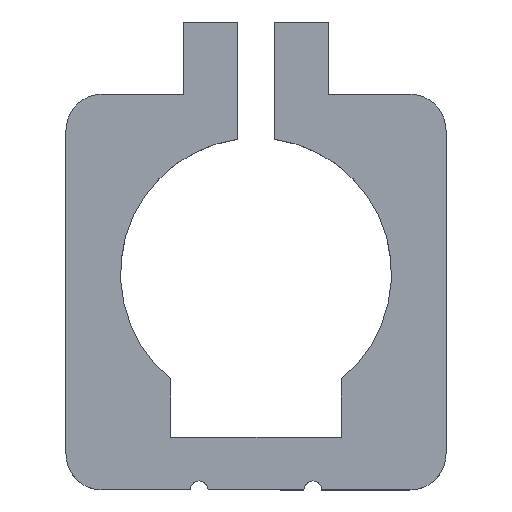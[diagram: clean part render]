
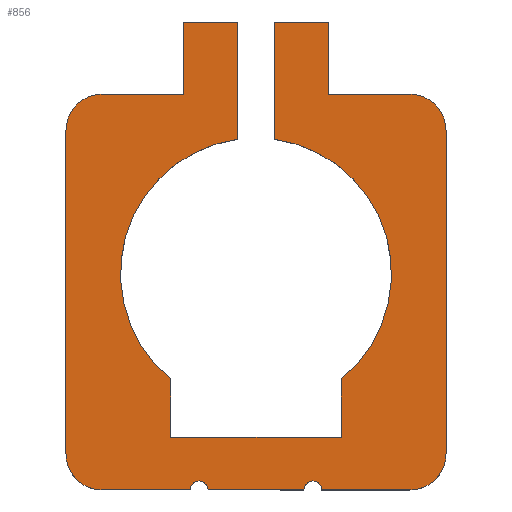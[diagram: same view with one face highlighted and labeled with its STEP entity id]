
A CAD part, top view. The second image highlights one B-rep face of the part: STEP entity #856.
In plain terms, the highlighted planar face has unit normal (0, 0, 1).
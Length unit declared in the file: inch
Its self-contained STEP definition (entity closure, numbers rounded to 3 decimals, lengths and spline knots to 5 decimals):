
#79=CARTESIAN_POINT('',(-0.3312,-1.46685,0.4));
#80=VERTEX_POINT('',#79);
#89=CARTESIAN_POINT('',(-0.4562,-1.46685,0.4));
#90=VERTEX_POINT('',#89);
#91=CARTESIAN_POINT('',(-0.3937,-1.46685,0.4));
#92=DIRECTION('',(0.0,0.0,-1.0));
#93=DIRECTION('',(-1.0,0.0,0.0));
#94=AXIS2_PLACEMENT_3D('',#91,#92,#93);
#95=CIRCLE('',#94,0.0625);
#96=EDGE_CURVE('',#90,#80,#95,.T.);
#191=CARTESIAN_POINT('',(0.4562,-1.46685,0.4));
#192=VERTEX_POINT('',#191);
#201=CARTESIAN_POINT('',(0.3312,-1.46685,0.4));
#202=VERTEX_POINT('',#201);
#203=CARTESIAN_POINT('',(0.3937,-1.46685,0.4));
#204=DIRECTION('',(0.0,0.0,-1.0));
#205=DIRECTION('',(-1.0,0.0,0.0));
#206=AXIS2_PLACEMENT_3D('',#203,#204,#205);
#207=CIRCLE('',#206,0.0625);
#208=EDGE_CURVE('',#202,#192,#207,.T.);
#382=CARTESIAN_POINT('',(1.065,-1.46685,0.4));
#383=VERTEX_POINT('',#382);
#390=CARTESIAN_POINT('',(0.4562,-1.46685,0.4));
#391=DIRECTION('',(1.0,0.0,0.0));
#392=VECTOR('',#391,0.6088);
#393=LINE('',#390,#392);
#394=EDGE_CURVE('',#192,#383,#393,.T.);
#416=CARTESIAN_POINT('',(-0.3312,-1.46685,0.4));
#417=DIRECTION('',(1.0,0.0,0.0));
#418=VECTOR('',#417,0.6624);
#419=LINE('',#416,#418);
#420=EDGE_CURVE('',#80,#202,#419,.T.);
#443=CARTESIAN_POINT('',(-1.315,1.02,0.4));
#444=VERTEX_POINT('',#443);
#451=CARTESIAN_POINT('',(-1.065,1.27,0.4));
#452=VERTEX_POINT('',#451);
#453=CARTESIAN_POINT('',(-1.065,1.02,0.4));
#454=DIRECTION('',(0.0,0.0,-1.));
#455=DIRECTION('',(-0.707,0.707,0.0));
#456=AXIS2_PLACEMENT_3D('',#453,#454,#455);
#457=CIRCLE('',#456,0.25);
#458=EDGE_CURVE('',#444,#452,#457,.T.);
#483=CARTESIAN_POINT('',(-1.315,-1.21685,0.4));
#484=VERTEX_POINT('',#483);
#491=CARTESIAN_POINT('',(-1.315,-1.21685,0.4));
#492=DIRECTION('',(0.0,1.0,0.0));
#493=VECTOR('',#492,2.23685);
#494=LINE('',#491,#493);
#495=EDGE_CURVE('',#484,#444,#494,.T.);
#664=CARTESIAN_POINT('',(1.065,1.27,0.4));
#665=VERTEX_POINT('',#664);
#666=CARTESIAN_POINT('',(1.315,1.02,0.4));
#667=VERTEX_POINT('',#666);
#668=CARTESIAN_POINT('',(1.065,1.02,0.4));
#669=DIRECTION('',(0.0,0.0,-1.));
#670=DIRECTION('',(0.707,0.707,0.0));
#671=AXIS2_PLACEMENT_3D('',#668,#669,#670);
#672=CIRCLE('',#671,0.25);
#673=EDGE_CURVE('',#665,#667,#672,.T.);
#697=CARTESIAN_POINT('',(1.315,-1.21685,0.4));
#698=VERTEX_POINT('',#697);
#699=CARTESIAN_POINT('',(1.315,1.02,0.4));
#700=DIRECTION('',(0.0,-1.0,0.0));
#701=VECTOR('',#700,2.23685);
#702=LINE('',#699,#701);
#703=EDGE_CURVE('',#667,#698,#702,.T.);
#715=CARTESIAN_POINT('',(0.,-0.68398,0.4));
#716=DIRECTION('',(0.0,0.0,1.0));
#717=DIRECTION('',(1.0,0.0,0.0));
#718=AXIS2_PLACEMENT_3D('',#715,#716,#717);
#719=PLANE('',#718);
#720=ORIENTED_EDGE('',*,*,#96,.T.);
#721=ORIENTED_EDGE('',*,*,#420,.T.);
#722=ORIENTED_EDGE('',*,*,#208,.T.);
#723=ORIENTED_EDGE('',*,*,#394,.T.);
#724=CARTESIAN_POINT('',(1.065,-1.21685,0.4));
#725=DIRECTION('',(0.0,0.0,-1.0));
#726=DIRECTION('',(0.707,-0.707,0.0));
#727=AXIS2_PLACEMENT_3D('',#724,#725,#726);
#728=CIRCLE('',#727,0.25);
#729=EDGE_CURVE('',#698,#383,#728,.T.);
#730=ORIENTED_EDGE('',*,*,#729,.F.);
#731=ORIENTED_EDGE('',*,*,#703,.F.);
#732=ORIENTED_EDGE('',*,*,#673,.F.);
#733=CARTESIAN_POINT('',(0.5,1.27,0.4));
#734=VERTEX_POINT('',#733);
#735=CARTESIAN_POINT('',(1.065,1.27,0.4));
#736=DIRECTION('',(-1.0,0.0,0.0));
#737=VECTOR('',#736,0.565);
#738=LINE('',#735,#737);
#739=EDGE_CURVE('',#665,#734,#738,.T.);
#740=ORIENTED_EDGE('',*,*,#739,.T.);
#741=CARTESIAN_POINT('',(0.5,1.77,0.4));
#742=VERTEX_POINT('',#741);
#743=CARTESIAN_POINT('',(0.5,1.27,0.4));
#744=DIRECTION('',(0.0,1.0,0.0));
#745=VECTOR('',#744,0.5);
#746=LINE('',#743,#745);
#747=EDGE_CURVE('',#734,#742,#746,.T.);
#748=ORIENTED_EDGE('',*,*,#747,.T.);
#749=CARTESIAN_POINT('',(0.125,1.77,0.4));
#750=VERTEX_POINT('',#749);
#751=CARTESIAN_POINT('',(0.5,1.77,0.4));
#752=DIRECTION('',(-1.0,0.0,0.0));
#753=VECTOR('',#752,0.375);
#754=LINE('',#751,#753);
#755=EDGE_CURVE('',#742,#750,#754,.T.);
#756=ORIENTED_EDGE('',*,*,#755,.T.);
#757=CARTESIAN_POINT('',(0.125,0.95913,0.4));
#758=VERTEX_POINT('',#757);
#759=CARTESIAN_POINT('',(0.125,1.77,0.4));
#760=DIRECTION('',(0.0,-1.0,0.0));
#761=VECTOR('',#760,0.81087);
#762=LINE('',#759,#761);
#763=EDGE_CURVE('',#750,#758,#762,.T.);
#764=ORIENTED_EDGE('',*,*,#763,.T.);
#765=CARTESIAN_POINT('',(0.59055,-0.69812,0.4));
#766=VERTEX_POINT('',#765);
#767=CARTESIAN_POINT('',(0.,0.03,0.4));
#768=DIRECTION('',(0.0,0.0,1.0));
#769=DIRECTION('',(-1.0,0.0,0.0));
#770=AXIS2_PLACEMENT_3D('',#767,#768,#769);
#771=CIRCLE('',#770,0.9375);
#772=EDGE_CURVE('',#766,#758,#771,.T.);
#773=ORIENTED_EDGE('',*,*,#772,.F.);
#774=CARTESIAN_POINT('',(0.59055,-1.10435,0.4));
#775=VERTEX_POINT('',#774);
#776=CARTESIAN_POINT('',(0.59055,-0.69812,0.4));
#777=DIRECTION('',(0.0,-1.0,0.0));
#778=VECTOR('',#777,0.40623);
#779=LINE('',#776,#778);
#780=EDGE_CURVE('',#766,#775,#779,.T.);
#781=ORIENTED_EDGE('',*,*,#780,.T.);
#782=CARTESIAN_POINT('',(-0.59055,-1.10435,0.4));
#783=VERTEX_POINT('',#782);
#784=CARTESIAN_POINT('',(0.59055,-1.10435,0.4));
#785=DIRECTION('',(-1.0,0.0,0.0));
#786=VECTOR('',#785,1.1811);
#787=LINE('',#784,#786);
#788=EDGE_CURVE('',#775,#783,#787,.T.);
#789=ORIENTED_EDGE('',*,*,#788,.T.);
#790=CARTESIAN_POINT('',(-0.59055,-0.69812,0.4));
#791=VERTEX_POINT('',#790);
#792=CARTESIAN_POINT('',(-0.59055,-1.10435,0.4));
#793=DIRECTION('',(0.0,1.0,0.0));
#794=VECTOR('',#793,0.40623);
#795=LINE('',#792,#794);
#796=EDGE_CURVE('',#783,#791,#795,.T.);
#797=ORIENTED_EDGE('',*,*,#796,.T.);
#798=CARTESIAN_POINT('',(-0.125,0.95913,0.4));
#799=VERTEX_POINT('',#798);
#800=CARTESIAN_POINT('',(0.,0.03,0.4));
#801=DIRECTION('',(0.0,0.0,1.0));
#802=DIRECTION('',(-1.0,0.0,0.0));
#803=AXIS2_PLACEMENT_3D('',#800,#801,#802);
#804=CIRCLE('',#803,0.9375);
#805=EDGE_CURVE('',#799,#791,#804,.T.);
#806=ORIENTED_EDGE('',*,*,#805,.F.);
#807=CARTESIAN_POINT('',(-0.125,1.77,0.4));
#808=VERTEX_POINT('',#807);
#809=CARTESIAN_POINT('',(-0.125,0.95913,0.4));
#810=DIRECTION('',(0.0,1.0,0.0));
#811=VECTOR('',#810,0.81087);
#812=LINE('',#809,#811);
#813=EDGE_CURVE('',#799,#808,#812,.T.);
#814=ORIENTED_EDGE('',*,*,#813,.T.);
#815=CARTESIAN_POINT('',(-0.5,1.77,0.4));
#816=VERTEX_POINT('',#815);
#817=CARTESIAN_POINT('',(-0.125,1.77,0.4));
#818=DIRECTION('',(-1.0,0.0,0.0));
#819=VECTOR('',#818,0.375);
#820=LINE('',#817,#819);
#821=EDGE_CURVE('',#808,#816,#820,.T.);
#822=ORIENTED_EDGE('',*,*,#821,.T.);
#823=CARTESIAN_POINT('',(-0.5,1.27,0.4));
#824=VERTEX_POINT('',#823);
#825=CARTESIAN_POINT('',(-0.5,1.27,0.4));
#826=DIRECTION('',(0.0,1.0,0.0));
#827=VECTOR('',#826,0.5);
#828=LINE('',#825,#827);
#829=EDGE_CURVE('',#824,#816,#828,.T.);
#830=ORIENTED_EDGE('',*,*,#829,.F.);
#831=CARTESIAN_POINT('',(-0.5,1.27,0.4));
#832=DIRECTION('',(-1.0,0.0,0.0));
#833=VECTOR('',#832,0.565);
#834=LINE('',#831,#833);
#835=EDGE_CURVE('',#824,#452,#834,.T.);
#836=ORIENTED_EDGE('',*,*,#835,.T.);
#837=ORIENTED_EDGE('',*,*,#458,.F.);
#838=ORIENTED_EDGE('',*,*,#495,.F.);
#839=CARTESIAN_POINT('',(-1.065,-1.46685,0.4));
#840=VERTEX_POINT('',#839);
#841=CARTESIAN_POINT('',(-1.065,-1.21685,0.4));
#842=DIRECTION('',(0.0,0.0,-1.));
#843=DIRECTION('',(-0.707,-0.707,0.0));
#844=AXIS2_PLACEMENT_3D('',#841,#842,#843);
#845=CIRCLE('',#844,0.25);
#846=EDGE_CURVE('',#840,#484,#845,.T.);
#847=ORIENTED_EDGE('',*,*,#846,.F.);
#848=CARTESIAN_POINT('',(-1.065,-1.46685,0.4));
#849=DIRECTION('',(1.0,0.0,0.0));
#850=VECTOR('',#849,0.6088);
#851=LINE('',#848,#850);
#852=EDGE_CURVE('',#840,#90,#851,.T.);
#853=ORIENTED_EDGE('',*,*,#852,.T.);
#854=EDGE_LOOP('',(#720,#721,#722,#723,#730,#731,#732,#740,#748,#756,#764,#773,#781,#789,#797,#806,#814,#822,#830,#836,#837,#838,#847,#853));
#855=FACE_OUTER_BOUND('',#854,.T.);
#856=ADVANCED_FACE('',(#855),#719,.T.);
